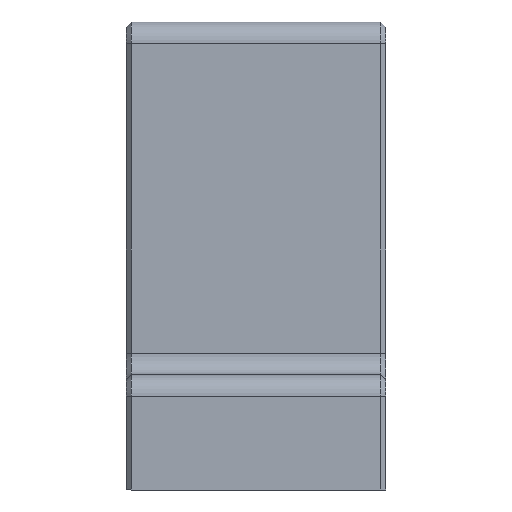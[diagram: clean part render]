
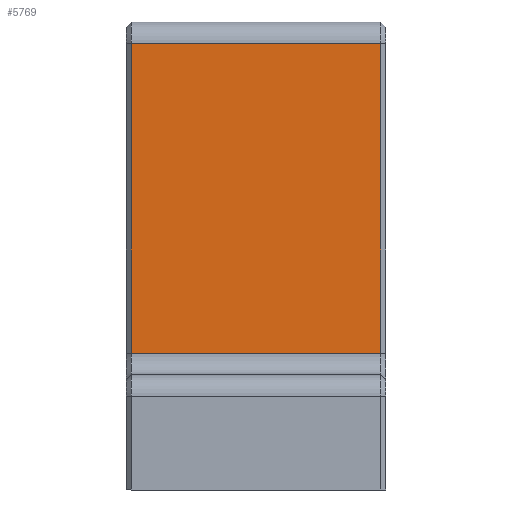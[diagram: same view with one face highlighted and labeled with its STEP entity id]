
A CAD part, front view. The second image highlights one B-rep face of the part: STEP entity #5769.
In plain terms, the highlighted planar face has unit normal (0, -1, 0).
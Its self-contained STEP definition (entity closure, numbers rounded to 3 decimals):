
#5508=CARTESIAN_POINT('',(17.3,-32.5,19.));
#5509=VERTEX_POINT('',#5508);
#5573=CARTESIAN_POINT('',(17.3,-32.5,62.));
#5574=VERTEX_POINT('',#5573);
#5581=CARTESIAN_POINT('',(17.3,-32.5,62.));
#5582=DIRECTION('',(0.0,0.0,-1.0));
#5583=VECTOR('',#5582,43.0);
#5584=LINE('',#5581,#5583);
#5585=EDGE_CURVE('',#5574,#5509,#5584,.T.);
#5726=CARTESIAN_POINT('',(-17.3,-32.5,19.));
#5727=VERTEX_POINT('',#5726);
#5737=CARTESIAN_POINT('',(-17.3,-32.5,19.));
#5738=DIRECTION('',(1.0,0.0,0.0));
#5739=VECTOR('',#5738,34.6);
#5740=LINE('',#5737,#5739);
#5741=EDGE_CURVE('',#5727,#5509,#5740,.T.);
#5746=CARTESIAN_POINT('',(0.0,-32.5,65.));
#5747=DIRECTION('',(0.0,1.0,0.0));
#5748=DIRECTION('',(0.0,0.0,1.0));
#5749=AXIS2_PLACEMENT_3D('',#5746,#5747,#5748);
#5750=PLANE('',#5749);
#5751=CARTESIAN_POINT('',(-17.3,-32.5,62.));
#5752=VERTEX_POINT('',#5751);
#5753=CARTESIAN_POINT('',(-17.3,-32.5,19.));
#5754=DIRECTION('',(0.0,0.0,1.0));
#5755=VECTOR('',#5754,43.0);
#5756=LINE('',#5753,#5755);
#5757=EDGE_CURVE('',#5727,#5752,#5756,.T.);
#5758=ORIENTED_EDGE('',*,*,#5757,.F.);
#5759=ORIENTED_EDGE('',*,*,#5741,.T.);
#5760=ORIENTED_EDGE('',*,*,#5585,.F.);
#5761=CARTESIAN_POINT('',(17.3,-32.5,62.));
#5762=DIRECTION('',(-1.0,0.0,0.0));
#5763=VECTOR('',#5762,34.6);
#5764=LINE('',#5761,#5763);
#5765=EDGE_CURVE('',#5574,#5752,#5764,.T.);
#5766=ORIENTED_EDGE('',*,*,#5765,.T.);
#5767=EDGE_LOOP('',(#5758,#5759,#5760,#5766));
#5768=FACE_OUTER_BOUND('',#5767,.T.);
#5769=ADVANCED_FACE('',(#5768),#5750,.F.);
